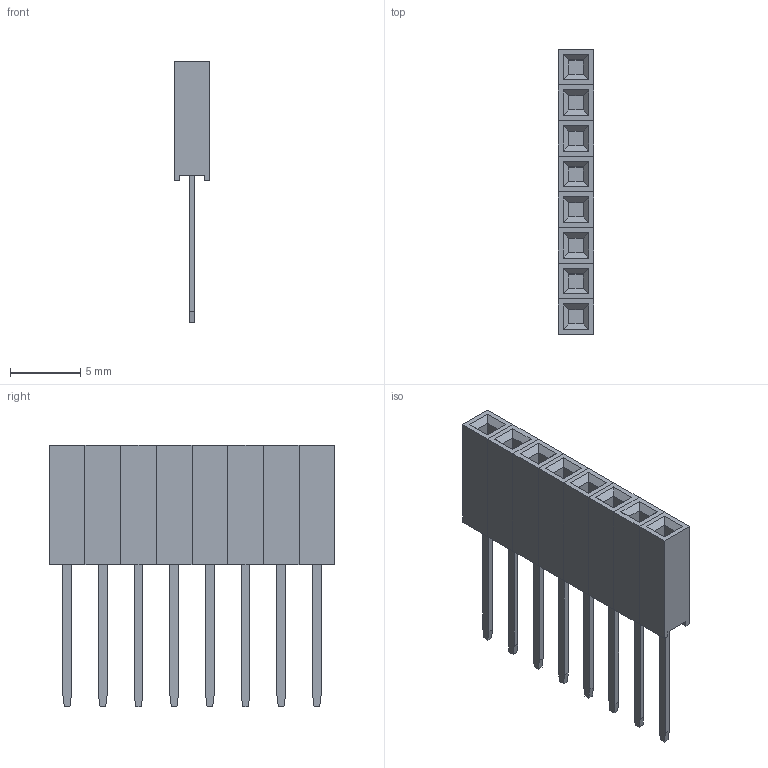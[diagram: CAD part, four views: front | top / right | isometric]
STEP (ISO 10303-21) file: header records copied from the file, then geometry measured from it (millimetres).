
FILE_DESCRIPTION(/* description */ (''),/* implementation_level */ '2;1');
FILE_NAME(/* name */ '8 Pin Long Tail Header.step',/* time_stamp */ '2020-01-31T20:17:40+00:00',/* author */ (''),/* organization */ (''),/* preprocessor_version */ 'ST-DEVELOPER v18',/* originating_system */ 'Autodesk Translation Framework v8.12.0.6',/* authorisation */ '');
FILE_SCHEMA (('AUTOMOTIVE_DESIGN { 1 0 10303 214 3 1 1 }'));
Length unit declared in the file: millimetre
Products named in the file (1): Long Tail Female Header
Bounding box: 2.54 x 20.32 x 18.6 mm (x, y, z)
Volume: 381.4 mm3; surface area: 1184.6 mm2
Topology: 8 solids, 8 shells, 208 faces, 496 edges, 320 vertices
Faces by surface type: plane 208
Entity records: 5940 total; most frequent: CARTESIAN_POINT 1025, ORIENTED_EDGE 992, DIRECTION 914, LINE 496, VECTOR 496, EDGE_CURVE 496, VERTEX_POINT 320, EDGE_LOOP 224
